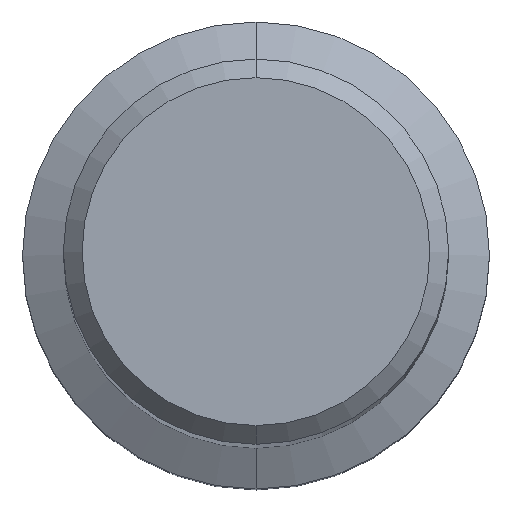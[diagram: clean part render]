
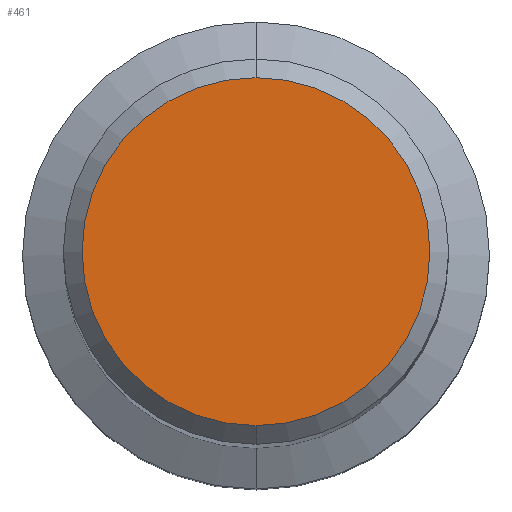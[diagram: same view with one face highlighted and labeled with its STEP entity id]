
A CAD part, top view. The second image highlights one B-rep face of the part: STEP entity #461.
In plain terms, the highlighted planar face has unit normal (0, 0, 1).
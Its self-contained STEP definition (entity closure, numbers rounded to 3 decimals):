
#265=VERTEX_POINT('',#628);
#333=VERTEX_POINT('',#707);
#411=EDGE_CURVE('',#333,#265,#793,.T.);
#415=EDGE_CURVE('',#265,#333,#797,.T.);
#461=ADVANCED_FACE('',(#847),#848,.T.);
#628=CARTESIAN_POINT('',(0.,-7.45,0.0));
#707=CARTESIAN_POINT('',(0.0,7.45,0.0));
#793=CIRCLE('',#1433,7.45);
#797=CIRCLE('',#1440,7.45);
#847=FACE_OUTER_BOUND('',#1537,.T.);
#848=PLANE('',#1538);
#1433=AXIS2_PLACEMENT_3D('',#2005,#2006,#2007);
#1440=AXIS2_PLACEMENT_3D('',#2009,#2010,#2011);
#1537=EDGE_LOOP('',(#2060,#2061));
#1538=AXIS2_PLACEMENT_3D('',#2062,#2063,#2064);
#2005=CARTESIAN_POINT('',(0.0,0.0,0.0));
#2006=DIRECTION('',(0.0,0.0,-1.0));
#2007=DIRECTION('',(0.0,1.0,0.0));
#2009=CARTESIAN_POINT('',(0.0,0.0,0.0));
#2010=DIRECTION('',(0.0,0.0,-1.0));
#2011=DIRECTION('',(0.0,1.0,0.0));
#2060=ORIENTED_EDGE('',*,*,#411,.F.);
#2061=ORIENTED_EDGE('',*,*,#415,.F.);
#2062=CARTESIAN_POINT('',(0.0,3.725,0.0));
#2063=DIRECTION('',(-0.0,0.0,1.0));
#2064=DIRECTION('',(0.0,-1.0,0.0));
